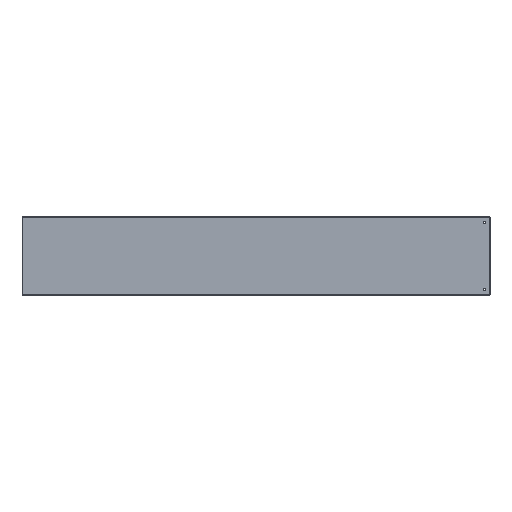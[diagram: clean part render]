
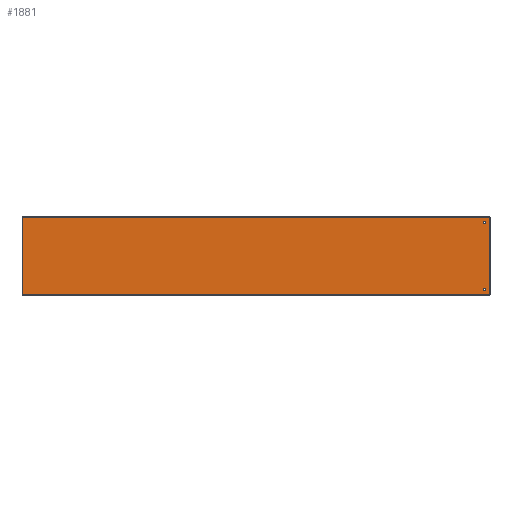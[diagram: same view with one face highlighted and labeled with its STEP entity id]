
A CAD part, top view. The second image highlights one B-rep face of the part: STEP entity #1881.
In plain terms, the highlighted planar face has unit normal (0, 0, 1).
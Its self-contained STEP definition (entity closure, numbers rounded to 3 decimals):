
#2 = CIRCLE ( 'NONE', #2086, 4. ) ;
#12 = ORIENTED_EDGE ( 'NONE', *, *, #1834, .F. ) ;
#50 = ORIENTED_EDGE ( 'NONE', *, *, #1836, .F. ) ;
#86 = ORIENTED_EDGE ( 'NONE', *, *, #1835, .F. ) ;
#123 = ORIENTED_EDGE ( 'NONE', *, *, #1837, .F. ) ;
#155 = CIRCLE ( 'NONE', #2034, 4. ) ;
#166 = ORIENTED_EDGE ( 'NONE', *, *, #1839, .T. ) ;
#168 = ORIENTED_EDGE ( 'NONE', *, *, #1746, .T. ) ;
#205 = ORIENTED_EDGE ( 'NONE', *, *, #1744, .T. ) ;
#222 = ORIENTED_EDGE ( 'NONE', *, *, #1838, .T. ) ;
#502 = VERTEX_POINT ( 'NONE', #658 ) ;
#503 = VERTEX_POINT ( 'NONE', #659 ) ;
#505 = VERTEX_POINT ( 'NONE', #661 ) ;
#506 = VERTEX_POINT ( 'NONE', #662 ) ;
#586 = VERTEX_POINT ( 'NONE', #742 ) ;
#587 = VERTEX_POINT ( 'NONE', #743 ) ;
#588 = VERTEX_POINT ( 'NONE', #744 ) ;
#589 = VERTEX_POINT ( 'NONE', #745 ) ;
#658 = CARTESIAN_POINT ( 'NONE',  ( 825., 122., 1.5 ) ) ;
#659 = CARTESIAN_POINT ( 'NONE',  ( 833., 122., 1.5 ) ) ;
#661 = CARTESIAN_POINT ( 'NONE',  ( 825., -122., 1.5 ) ) ;
#662 = CARTESIAN_POINT ( 'NONE',  ( 833., -122., 1.5 ) ) ;
#742 = CARTESIAN_POINT ( 'NONE',  ( 846.9, -139.99, 1.5 ) ) ;
#743 = CARTESIAN_POINT ( 'NONE',  ( -846.9, -139.99, 1.5 ) ) ;
#744 = CARTESIAN_POINT ( 'NONE',  ( 846.9, 139.99, 1.5 ) ) ;
#745 = CARTESIAN_POINT ( 'NONE',  ( -846.9, 139.99, 1.5 ) ) ;
#981 = CARTESIAN_POINT ( 'NONE',  ( 829., -122., 1.5 ) ) ;
#982 = DIRECTION ( 'NONE',  ( 0., 0., -1. ) ) ;
#983 = DIRECTION ( 'NONE',  ( 1., 0., 0. ) ) ;
#984 = CARTESIAN_POINT ( 'NONE',  ( 829., 122., 1.5 ) ) ;
#986 = DIRECTION ( 'NONE',  ( 0., 0., -1. ) ) ;
#987 = DIRECTION ( 'NONE',  ( 1., 0., 0. ) ) ;
#1187 = CARTESIAN_POINT ( 'NONE',  ( 846.9, 139.99, 1.5 ) ) ;
#1194 = CARTESIAN_POINT ( 'NONE',  ( -846.9, -139.99, 1.5 ) ) ;
#1195 = DIRECTION ( 'NONE',  ( 0., 1., 0. ) ) ;
#1196 = CARTESIAN_POINT ( 'NONE',  ( -847., 139.99, 1.5 ) ) ;
#1197 = CARTESIAN_POINT ( 'NONE',  ( 829., 122., 1.5 ) ) ;
#1198 = DIRECTION ( 'NONE',  ( 0., -1., 0. ) ) ;
#1199 = CARTESIAN_POINT ( 'NONE',  ( 829., -122., 1.5 ) ) ;
#1200 = DIRECTION ( 'NONE',  ( 1., 0., 0. ) ) ;
#1201 = CARTESIAN_POINT ( 'NONE',  ( 847., -139.99, 1.5 ) ) ;
#1202 = DIRECTION ( 'NONE',  ( -1., 0., 0. ) ) ;
#1204 = DIRECTION ( 'NONE',  ( 0., 0., -1. ) ) ;
#1205 = DIRECTION ( 'NONE',  ( 1., 0., 0. ) ) ;
#1206 = DIRECTION ( 'NONE',  ( 0., 0., -1. ) ) ;
#1207 = DIRECTION ( 'NONE',  ( 1., 0., 0. ) ) ;
#1307 = CARTESIAN_POINT ( 'NONE',  ( -847., -140., 1.5 ) ) ;
#1312 = PLANE ( 'NONE',  #2142 ) ;
#1313 = DIRECTION ( 'NONE',  ( 0., 0., 1. ) ) ;
#1314 = DIRECTION ( 'NONE',  ( 1., 0., 0. ) ) ;
#1438 = EDGE_LOOP ( 'NONE', ( #166, #168 ) ) ;
#1553 = EDGE_LOOP ( 'NONE', ( #123, #86, #50, #12 ) ) ;
#1602 = EDGE_LOOP ( 'NONE', ( #222, #205 ) ) ;
#1744 = EDGE_CURVE ( 'NONE', #506, #505, #155, .T. ) ;
#1746 = EDGE_CURVE ( 'NONE', #503, #502, #2, .T. ) ;
#1834 = EDGE_CURVE ( 'NONE', #587, #589, #2280, .T. ) ;
#1835 = EDGE_CURVE ( 'NONE', #588, #586, #2278, .T. ) ;
#1836 = EDGE_CURVE ( 'NONE', #589, #588, #2277, .T. ) ;
#1837 = EDGE_CURVE ( 'NONE', #586, #587, #2285, .T. ) ;
#1838 = EDGE_CURVE ( 'NONE', #505, #506, #2288, .T. ) ;
#1839 = EDGE_CURVE ( 'NONE', #502, #503, #2290, .T. ) ;
#1881 = ADVANCED_FACE ( 'NONE', ( #2352, #2358, #2360 ), #1312, .T. ) ;
#2034 = AXIS2_PLACEMENT_3D ( 'NONE', #981, #982, #983 ) ;
#2086 = AXIS2_PLACEMENT_3D ( 'NONE', #984, #986, #987 ) ;
#2113 = AXIS2_PLACEMENT_3D ( 'NONE', #1197, #1206, #1207 ) ;
#2118 = AXIS2_PLACEMENT_3D ( 'NONE', #1199, #1204, #1205 ) ;
#2142 = AXIS2_PLACEMENT_3D ( 'NONE', #1307, #1313, #1314 ) ;
#2277 = LINE ( 'NONE', #1196, #2283 ) ;
#2278 = LINE ( 'NONE', #1187, #2282 ) ;
#2280 = LINE ( 'NONE', #1194, #2281 ) ;
#2281 = VECTOR ( 'NONE', #1195, 1000. ) ;
#2282 = VECTOR ( 'NONE', #1198, 1000. ) ;
#2283 = VECTOR ( 'NONE', #1200, 1000. ) ;
#2285 = LINE ( 'NONE', #1201, #2286 ) ;
#2286 = VECTOR ( 'NONE', #1202, 1000. ) ;
#2288 = CIRCLE ( 'NONE', #2118, 4. ) ;
#2290 = CIRCLE ( 'NONE', #2113, 4. ) ;
#2352 = FACE_BOUND ( 'NONE', #1602, .T. ) ;
#2358 = FACE_BOUND ( 'NONE', #1438, .T. ) ;
#2360 = FACE_OUTER_BOUND ( 'NONE', #1553, .T. ) ;
